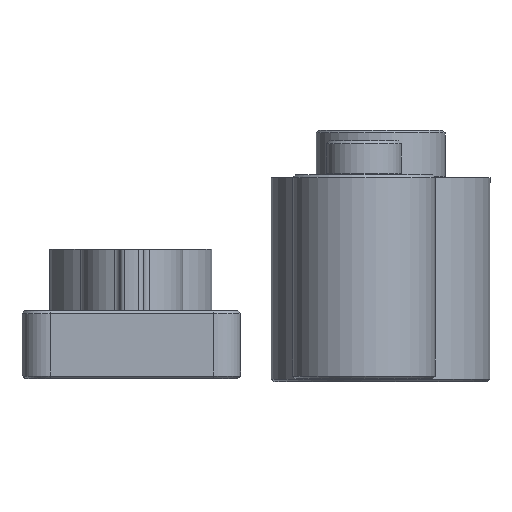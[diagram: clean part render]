
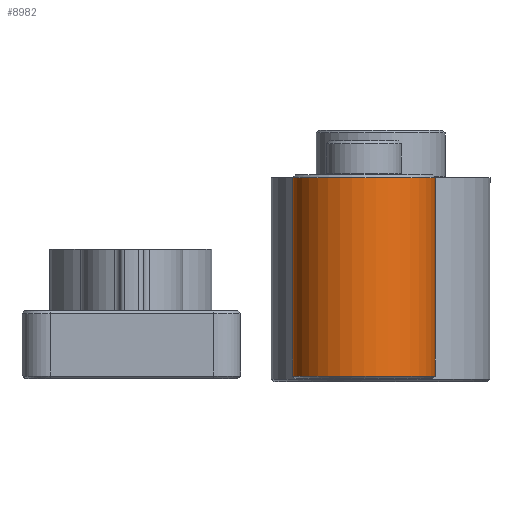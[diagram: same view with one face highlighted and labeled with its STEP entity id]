
A CAD part, left-side view. The second image highlights one B-rep face of the part: STEP entity #8982.
In plain terms, the highlighted cylindrical face has radius 10.5 mm (diameter 21 mm), a full revolution.
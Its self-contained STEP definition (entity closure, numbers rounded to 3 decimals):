
#62=CYLINDRICAL_SURFACE('',#9431,10.5);
#148=CIRCLE('',#9430,10.5);
#149=CIRCLE('',#9432,10.5);
#617=FACE_OUTER_BOUND('',#1153,.T.);
#1153=EDGE_LOOP('',(#6953,#6954,#6955,#6956));
#1717=LINE('',#15044,#2358);
#2358=VECTOR('',#10133,10.5);
#3800=VERTEX_POINT('',#15038);
#3801=VERTEX_POINT('',#15042);
#4929=EDGE_CURVE('',#3800,#3800,#148,.T.);
#4931=EDGE_CURVE('',#3801,#3801,#149,.T.);
#4932=EDGE_CURVE('',#3801,#3800,#1717,.T.);
#6953=ORIENTED_EDGE('',*,*,#4931,.F.);
#6954=ORIENTED_EDGE('',*,*,#4932,.T.);
#6955=ORIENTED_EDGE('',*,*,#4929,.F.);
#6956=ORIENTED_EDGE('',*,*,#4932,.F.);
#8982=ADVANCED_FACE('',(#617),#62,.T.);
#9430=AXIS2_PLACEMENT_3D('',#15039,#10126,#10127);
#9431=AXIS2_PLACEMENT_3D('',#15041,#10129,#10130);
#9432=AXIS2_PLACEMENT_3D('',#15043,#10131,#10132);
#10126=DIRECTION('center_axis',(0.,0.,-1.));
#10127=DIRECTION('ref_axis',(1.,0.,0.));
#10129=DIRECTION('center_axis',(0.,0.,1.));
#10130=DIRECTION('ref_axis',(1.,0.,0.));
#10131=DIRECTION('center_axis',(0.,0.,1.));
#10132=DIRECTION('ref_axis',(1.,0.,0.));
#10133=DIRECTION('',(0.,0.,-1.));
#15038=CARTESIAN_POINT('',(-10.5,0.,0.4));
#15039=CARTESIAN_POINT('Origin',(0.,0.,0.4));
#15041=CARTESIAN_POINT('Origin',(0.,0.,0.));
#15042=CARTESIAN_POINT('',(-10.5,0.,29.6));
#15043=CARTESIAN_POINT('Origin',(0.,0.,29.6));
#15044=CARTESIAN_POINT('',(-10.5,0.,0.));
